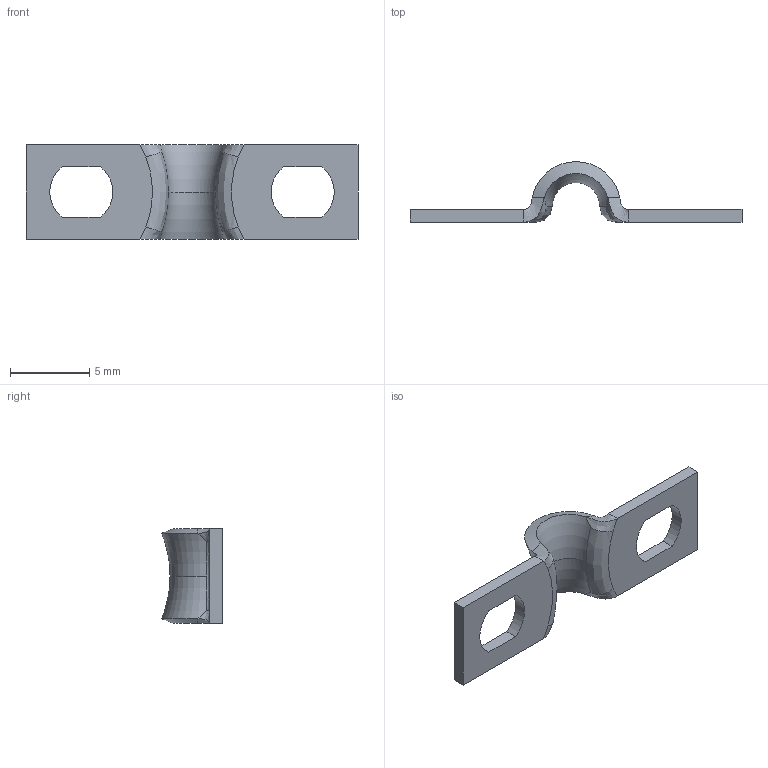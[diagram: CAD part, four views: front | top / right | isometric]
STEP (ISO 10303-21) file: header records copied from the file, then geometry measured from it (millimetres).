
FILE_DESCRIPTION (( 'STEP AP214' ), '1' );
FILE_NAME ('1044040.stp', '2022-12-15T08:07:59', ( '' ), ( '' ), 'SwSTEP 2.0', 'SolidWorks 2022', '' );
FILE_SCHEMA (( 'AUTOMOTIVE_DESIGN' ));
Length unit declared in the file: millimetre
Products named in the file (1): 1044040
Bounding box: 21 x 3.83 x 6 mm (x, y, z)
Volume: 96.4 mm3; surface area: 308.5 mm2
Topology: 1 solids, 1 shells, 40 faces, 98 edges, 60 vertices
Faces by surface type: bspline 16, plane 14, torus 4, cylinder 4, cone 2
Entity records: 1925 total; most frequent: CARTESIAN_POINT 1024, ORIENTED_EDGE 196, DIRECTION 150, EDGE_CURVE 98, VERTEX_POINT 60, AXIS2_PLACEMENT_3D 57, EDGE_LOOP 44, FACE_OUTER_BOUND 40
